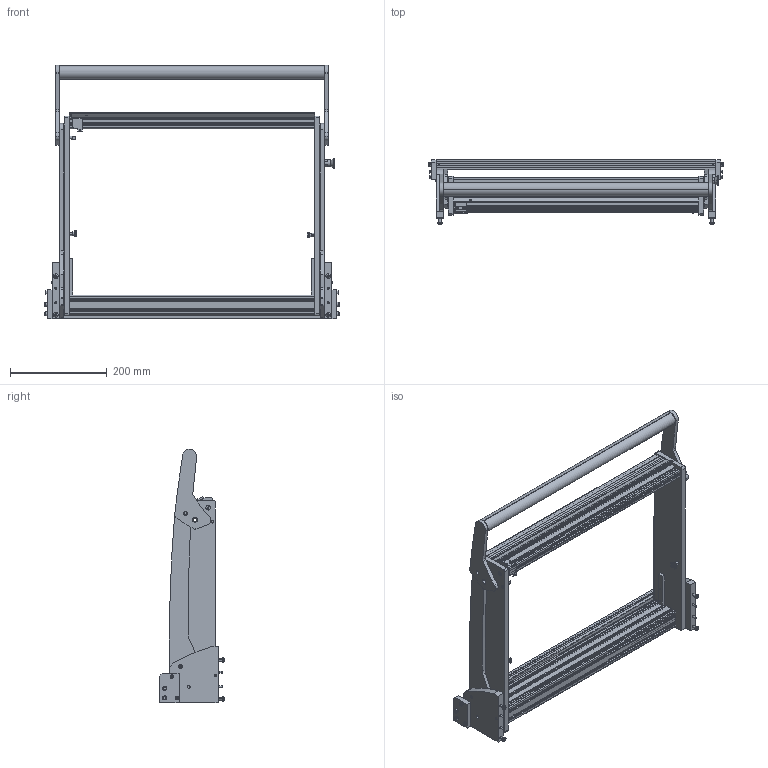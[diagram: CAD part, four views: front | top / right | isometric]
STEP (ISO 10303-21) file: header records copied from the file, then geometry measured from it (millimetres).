
FILE_DESCRIPTION (( 'STEP AP214' ), '1' );
FILE_NAME ('INGUN_54830.STEP', '2024-11-15T14:35:22', ( '' ), ( '' ), 'SwSTEP 2.0', 'SolidWorks 2023', '' );
FILE_SCHEMA (( 'AUTOMOTIVE_DESIGN' ));
Length unit declared in the file: millimetre
Products named in the file (38): 109953~0_KUNDE<S>; 49264~2_S; DIN912~n_M05,0x016; DIN7991~n_M05,0x020; 40513~4_KUNDE<S>; ISO7380~n_M05,0x020; 3521~0_Spring Pin ISO 8752 - 3 x 16 - St; 109954~1_KUNDE<S>; 32339~4_S; 40512~8_KUNDE<S>; SCHNORR~n_05,3 M05; 57801~2_S; DIN125~n_06,4 M06,0 Fase; 109952~0_KUNDE<S>; 34328~1_S; 47523~0_S; 55712~0_KUNDE<S>; 114115~0_S; 31446~16_KUNDE<S>; 35097~0; 31194~0; DIN6325~n_04,0m6x014; 32587~7_S; 32724~1; 31444~14_KUNDE<S>; 31442~6_S; INGUN_54830; 31443~1; 35151~0_S; 53734~1_KUNDE<S>; ISO7380~n_M03,0x005; 109128~0_S; 32578~1_S; 49317~0; DIN912~n_M04,0x016; 37792~1_S; 109935~1_KUNDE<S>; 54832~0
Assembly tree (83 placements, depth 3):
  INGUN_54830
    109952~0_KUNDE<S>
      53734~1_KUNDE<S>
    109953~0_KUNDE<S>
      53734~1_KUNDE<S>
    109935~1_KUNDE<S>
      31444~14_KUNDE<S>
      31446~16_KUNDE<S>
      34328~1_S  x2
      31442~6_S
      37792~1_S
      32587~7_S
      35097~0
      31443~1
      35151~0_S
      32724~1
      3521~0_Spring Pin ISO 8752 - 3 x 16 - St  x5
      32578~1_S  x2
      ISO7380~n_M03,0x005  x2
      114115~0_S  x2
      DIN7991~n_M05,0x020  x8
      57801~2_S  x2
      49317~0  x2
      DIN125~n_06,4 M06,0 Fase  x2
    40512~8_KUNDE<S>
    40513~4_KUNDE<S>
    109954~1_KUNDE<S>
      32339~4_S
      55712~0_KUNDE<S>  x2
    31194~0  x2
    ISO7380~n_M05,0x020  x4
    SCHNORR~n_05,3 M05  x4
    DIN6325~n_04,0m6x014  x4
    47523~0_S  x10
    DIN912~n_M04,0x016  x4
    DIN912~n_M05,0x016  x4
    49264~2_S  x2
    54832~0
    109128~0_S
Bounding box: 608 x 133.5 x 523.94 mm (x, y, z)
Volume: 2481233 mm3; surface area: 1364757.6 mm2
Topology: 79 solids, 79 shells, 2037 faces, 5224 edges, 3335 vertices
Faces by surface type: plane 828, cylinder 824, cone 267, bspline 77, torus 25, sphere 16
Entity records: 40945 total; most frequent: CARTESIAN_POINT 7891, DIRECTION 6996, ORIENTED_EDGE 6484, EDGE_CURVE 3242, AXIS2_PLACEMENT_3D 2529, VERTEX_POINT 2102, VECTOR 1938, LINE 1938
